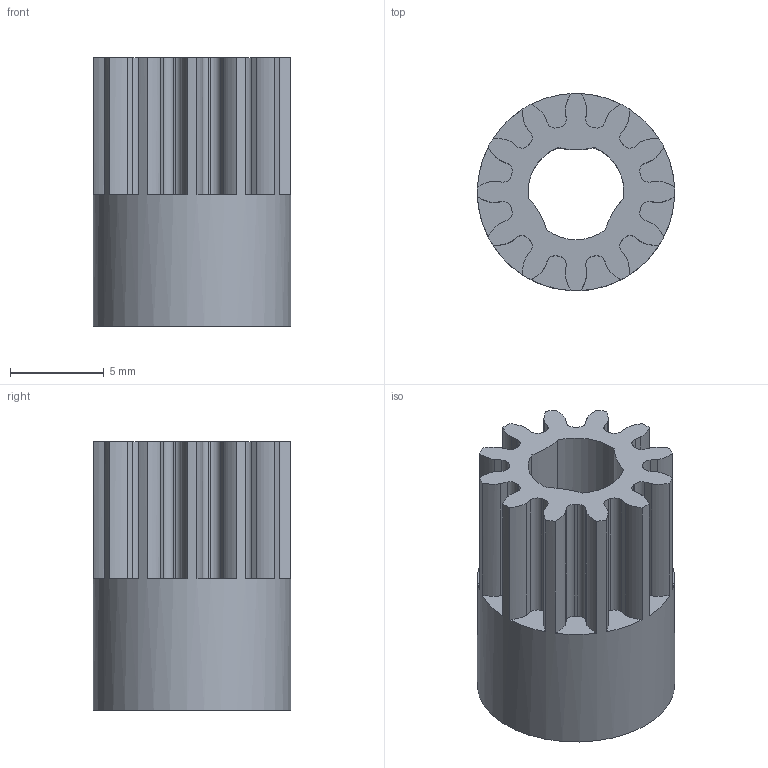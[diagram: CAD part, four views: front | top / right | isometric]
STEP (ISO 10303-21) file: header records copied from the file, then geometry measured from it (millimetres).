
FILE_DESCRIPTION(/* description */ ('Spur Gear; Module: 0.750000; Num Teeth: 12; Pressure Angle: 14.500000; Backlash: 0.10 mm'),/* implementation_level */ '2;1');
FILE_NAME(/* name */ 'Motor gear 12t.step',/* time_stamp */ '2025-04-04T14:29:49-03:00',/* author */ (''),/* organization */ (''),/* preprocessor_version */ 'ST-DEVELOPER v20.1',/* originating_system */ 'Autodesk Translation Framework v14.4.0.0',/* authorisation */ '');
FILE_SCHEMA (('AUTOMOTIVE_DESIGN { 1 0 10303 214 3 1 1 }'));
Length unit declared in the file: millimetre
Products named in the file (1): Spur Gear (12 teeth)
Bounding box: 10.5 x 10.5 x 14.3 mm (x, y, z)
Volume: 756.2 mm3; surface area: 1010 mm2
Topology: 1 solids, 1 shells, 108 faces, 314 edges, 209 vertices
Faces by surface type: plane 42, cylinder 39, bspline 27
Full cylindrical faces by diameter (mm): 5.1 x1, 5.5 x1, 10.5 x1
Entity records: 10543 total; most frequent: CARTESIAN_POINT 7787, ORIENTED_EDGE 628, DIRECTION 543, EDGE_CURVE 314, VERTEX_POINT 209, AXIS2_PLACEMENT_3D 195, LINE 153, VECTOR 153
